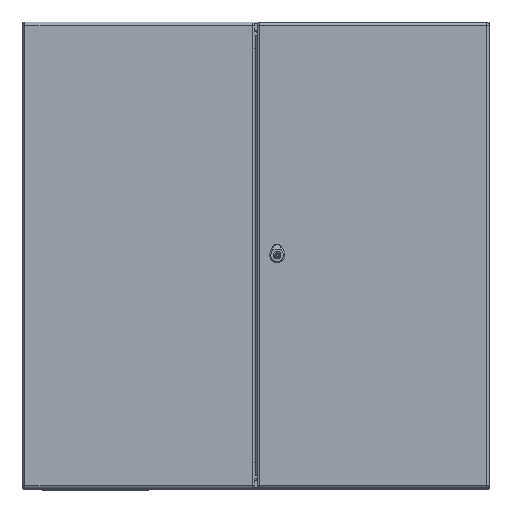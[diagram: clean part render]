
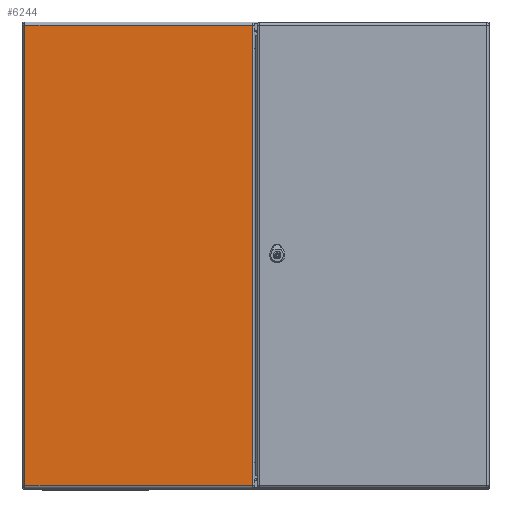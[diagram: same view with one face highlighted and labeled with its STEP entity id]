
A CAD part, top view. The second image highlights one B-rep face of the part: STEP entity #6244.
In plain terms, the highlighted face is planar.
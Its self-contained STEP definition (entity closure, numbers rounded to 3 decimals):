
#6244=ADVANCED_FACE('',(#7641),#6907,.F.);
#6907=PLANE('',#24140);
#7641=FACE_OUTER_BOUND('',#9025,.T.);
#9025=EDGE_LOOP('',(#13343,#13344,#13345,#13346));
#13343=ORIENTED_EDGE('',*,*,#19179,.T.);
#13344=ORIENTED_EDGE('',*,*,#19180,.T.);
#13345=ORIENTED_EDGE('',*,*,#19181,.T.);
#13346=ORIENTED_EDGE('',*,*,#19182,.T.);
#16672=VERTEX_POINT('',#40169);
#16673=VERTEX_POINT('',#40170);
#16674=VERTEX_POINT('',#40172);
#16675=VERTEX_POINT('',#40174);
#19179=EDGE_CURVE('',#16672,#16673,#20869,.T.);
#19180=EDGE_CURVE('',#16673,#16674,#20870,.T.);
#19181=EDGE_CURVE('',#16674,#16675,#20871,.T.);
#19182=EDGE_CURVE('',#16675,#16672,#20872,.T.);
#20869=LINE('',#40168,#22131);
#20870=LINE('',#40171,#22132);
#20871=LINE('',#40173,#22133);
#20872=LINE('',#40175,#22134);
#22131=VECTOR('',#28735,1.);
#22132=VECTOR('',#28736,1.);
#22133=VECTOR('',#28737,1.);
#22134=VECTOR('',#28738,1.);
#24140=AXIS2_PLACEMENT_3D('',#40176,#28739,#28740);
#28735=DIRECTION('',(-1.,0.,0.));
#28736=DIRECTION('',(0.,1.,0.));
#28737=DIRECTION('',(1.,0.,0.));
#28738=DIRECTION('',(0.,-1.,0.));
#28739=DIRECTION('',(0.,0.,1.));
#28740=DIRECTION('',(1.,0.,0.));
#40168=CARTESIAN_POINT('',(0.,-493.5,0.));
#40169=CARTESIAN_POINT('',(244.,-493.5,0.));
#40170=CARTESIAN_POINT('',(-244.,-493.5,0.));
#40171=CARTESIAN_POINT('',(-244.,0.,0.));
#40172=CARTESIAN_POINT('',(-244.,493.5,0.));
#40173=CARTESIAN_POINT('',(0.,493.5,0.));
#40174=CARTESIAN_POINT('',(244.,493.5,0.));
#40175=CARTESIAN_POINT('',(244.,0.,0.));
#40176=CARTESIAN_POINT('',(0.,0.,0.));
